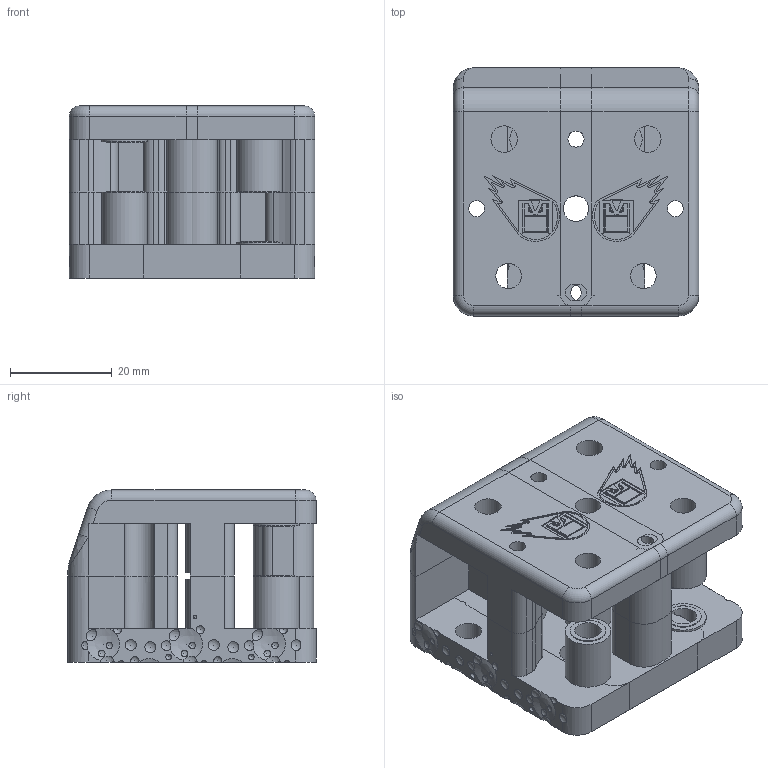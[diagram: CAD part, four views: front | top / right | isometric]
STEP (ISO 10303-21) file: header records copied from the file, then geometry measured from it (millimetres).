
FILE_DESCRIPTION(/* description */ ('STEP AP242','CAx-IF Rec.Pracs.---Representation and Presentation of Product Manufacturing Information (PMI)---4.0---2014-10-13','CAx-IF Rec.Pracs.---3D Tessellated Geometry---0.4---2014-09-14','2;1'),/* implementation_level */ '2;1');
FILE_NAME(/* name */ '68059cc1f96b6a6649bd0fcf',/* time_stamp */ '2025-04-21T01:17:54Z',/* author */ (''),/* organization */ (''),/* preprocessor_version */ 'ST-DEVELOPER v20',/* originating_system */ 'ONSHAPE BY PTC INC, 1.196',/* authorisation */ ' ');
FILE_SCHEMA (('AP242_MANAGED_MODEL_BASED_3D_ENGINEERING_MIM_LF { 1 0 10303 442 1 1 4 }'));
Length unit declared in the file: metre
Products named in the file (4): Left X joint bottom; Left X joint top; Right X joint bottom; Right X joint top
Bounding box: 48.2 x 48.7 x 33.8 mm (x, y, z)
Volume: 56770.4 mm3; surface area: 28459.8 mm2
Topology: 4 solids, 4 shells, 882 faces, 2618 edges, 1752 vertices
Faces by surface type: plane 486, cylinder 180, sphere 154, bspline 52, torus 10
Full cylindrical faces by diameter (mm): 3.15 x20, 4.7 x6, 5 x4, 5.2 x12, 6 x8, 7 x4, 9 x8
Entity records: 27177 total; most frequent: CARTESIAN_POINT 5380, DIRECTION 4486, ORIENTED_EDGE 4376, EDGE_CURVE 2188, AXIS2_PLACEMENT_3D 1576, VERTEX_POINT 1508, LINE 1334, VECTOR 1334
